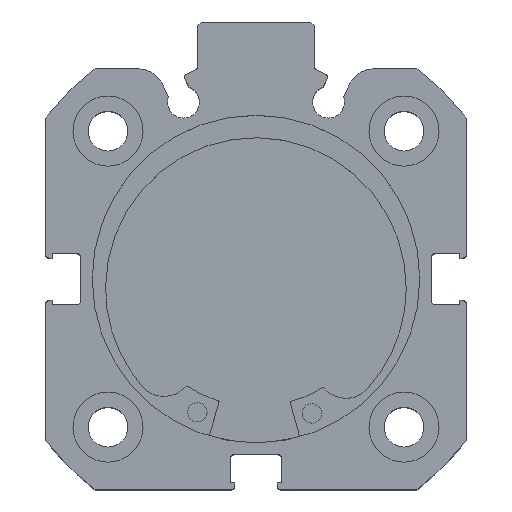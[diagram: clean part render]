
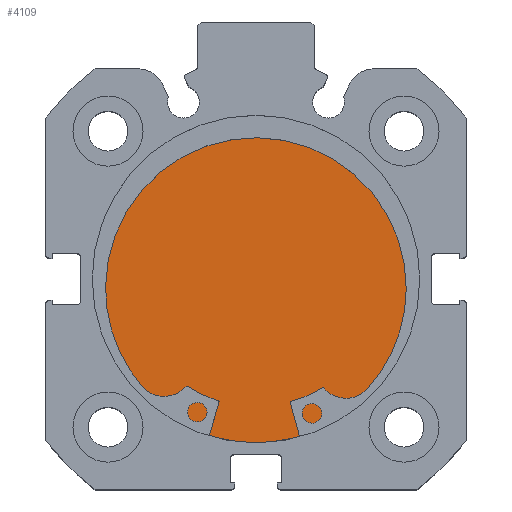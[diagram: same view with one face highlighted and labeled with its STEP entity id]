
A CAD part, top view. The second image highlights one B-rep face of the part: STEP entity #4109.
In plain terms, the highlighted face is planar.
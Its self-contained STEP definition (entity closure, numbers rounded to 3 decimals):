
#256 = AXIS2_PLACEMENT_3D ( 'NONE', #6735, #6732, #6734 ) ;
#693 = DIRECTION ( 'NONE',  ( -1., 0., 0. ) ) ;
#776 = CARTESIAN_POINT ( 'NONE',  ( 8.5, 0., 0. ) ) ;
#779 = DIRECTION ( 'NONE',  ( -1., 0., 0. ) ) ;
#780 = CARTESIAN_POINT ( 'NONE',  ( 8.5, 0., 0. ) ) ;
#781 = DIRECTION ( 'NONE',  ( 0., 0., 1. ) ) ;
#885 = DIRECTION ( 'NONE',  ( 0., 0., 1. ) ) ;
#2169 = EDGE_CURVE ( 'NONE', #4325, #4324, #6361, .T. ) ;
#2181 = EDGE_CURVE ( 'NONE', #4324, #4325, #6376, .T. ) ;
#2491 = CARTESIAN_POINT ( 'NONE',  ( 8.5, 0., -21. ) ) ;
#2492 = CARTESIAN_POINT ( 'NONE',  ( 8.5, 0., 21. ) ) ;
#3463 = FACE_OUTER_BOUND ( 'NONE', #5466, .T. ) ;
#4109 = ADVANCED_FACE ( 'NONE', ( #3463 ), #6737, .F. ) ;
#4324 = VERTEX_POINT ( 'NONE', #2491 ) ;
#4325 = VERTEX_POINT ( 'NONE', #2492 ) ;
#5029 = ORIENTED_EDGE ( 'NONE', *, *, #2181, .F. ) ;
#5034 = ORIENTED_EDGE ( 'NONE', *, *, #2169, .F. ) ;
#5466 = EDGE_LOOP ( 'NONE', ( #5034, #5029 ) ) ;
#5634 = AXIS2_PLACEMENT_3D ( 'NONE', #780, #693, #885 ) ;
#6361 = CIRCLE ( 'NONE', #5634, 21. ) ;
#6376 = CIRCLE ( 'NONE', #6897, 21. ) ;
#6732 = DIRECTION ( 'NONE',  ( -1., 0., 0. ) ) ;
#6734 = DIRECTION ( 'NONE',  ( 0., 0., 1. ) ) ;
#6735 = CARTESIAN_POINT ( 'NONE',  ( 8.5, 21., 0. ) ) ;
#6737 = PLANE ( 'NONE',  #256 ) ;
#6897 = AXIS2_PLACEMENT_3D ( 'NONE', #776, #779, #781 ) ;
